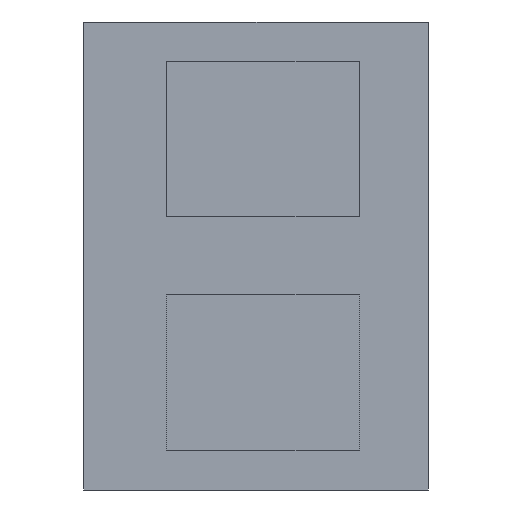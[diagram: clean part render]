
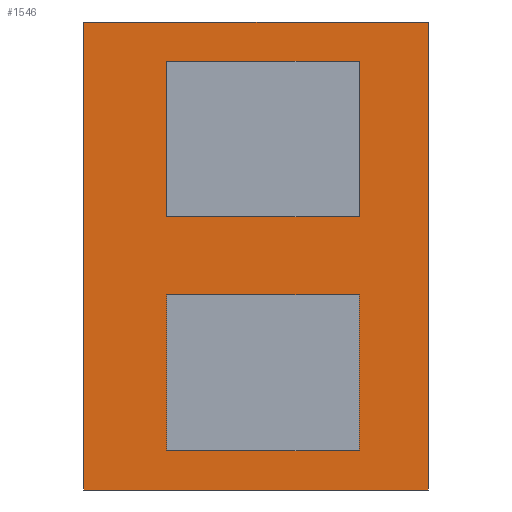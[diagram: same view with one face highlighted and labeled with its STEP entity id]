
A CAD part, left-side view. The second image highlights one B-rep face of the part: STEP entity #1546.
In plain terms, the highlighted planar face has unit normal (-1, 0, 0).
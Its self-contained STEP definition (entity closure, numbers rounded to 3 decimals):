
#22 = EDGE_CURVE ( 'NONE', #290, #1053, #877, .T. ) ;
#32 = CARTESIAN_POINT ( 'NONE',  ( -25.35, 7.5, 5.1 ) ) ;
#55 = LINE ( 'NONE', #701, #361 ) ;
#93 = VERTEX_POINT ( 'NONE', #1158 ) ;
#100 = CARTESIAN_POINT ( 'NONE',  ( -25.35, 1.5, 0.85 ) ) ;
#109 = ORIENTED_EDGE ( 'NONE', *, *, #22, .F. ) ;
#126 = DIRECTION ( 'NONE',  ( 1., 0., 0. ) ) ;
#152 = EDGE_CURVE ( 'NONE', #1053, #598, #416, .T. ) ;
#165 = DIRECTION ( 'NONE',  ( 0., 0., 1. ) ) ;
#167 = VERTEX_POINT ( 'NONE', #1213 ) ;
#179 = AXIS2_PLACEMENT_3D ( 'NONE', #650, #126, #285 ) ;
#226 = VECTOR ( 'NONE', #1377, 1000. ) ;
#229 = CARTESIAN_POINT ( 'NONE',  ( -25.35, 7.5, -5.1 ) ) ;
#285 = DIRECTION ( 'NONE',  ( 0., 1., 0. ) ) ;
#288 = CARTESIAN_POINT ( 'NONE',  ( -25.35, 7.5, -5.1 ) ) ;
#290 = VERTEX_POINT ( 'NONE', #291 ) ;
#291 = CARTESIAN_POINT ( 'NONE',  ( -25.35, 1.5, -4.25 ) ) ;
#361 = VECTOR ( 'NONE', #1208, 1000. ) ;
#385 = LINE ( 'NONE', #1032, #792 ) ;
#389 = DIRECTION ( 'NONE',  ( 0., 0., 1. ) ) ;
#416 = LINE ( 'NONE', #1224, #791 ) ;
#419 = VERTEX_POINT ( 'NONE', #1920 ) ;
#436 = EDGE_CURVE ( 'NONE', #419, #612, #1011, .T. ) ;
#440 = PLANE ( 'NONE',  #179 ) ;
#489 = VECTOR ( 'NONE', #389, 1000. ) ;
#492 = EDGE_LOOP ( 'NONE', ( #833, #1539, #742, #1042 ) ) ;
#539 = DIRECTION ( 'NONE',  ( 0., 0., 1. ) ) ;
#548 = ORIENTED_EDGE ( 'NONE', *, *, #152, .F. ) ;
#565 = VERTEX_POINT ( 'NONE', #1814 ) ;
#569 = EDGE_CURVE ( 'NONE', #1716, #93, #385, .T. ) ;
#581 = VECTOR ( 'NONE', #1750, 1000. ) ;
#590 = FACE_OUTER_BOUND ( 'NONE', #1726, .T. ) ;
#592 = EDGE_CURVE ( 'NONE', #565, #419, #1834, .T. ) ;
#598 = VERTEX_POINT ( 'NONE', #906 ) ;
#612 = VERTEX_POINT ( 'NONE', #100 ) ;
#650 = CARTESIAN_POINT ( 'NONE',  ( -25.35, 7.5, -5.1 ) ) ;
#652 = EDGE_CURVE ( 'NONE', #598, #1833, #1358, .T. ) ;
#653 = DIRECTION ( 'NONE',  ( 0., -1., 0. ) ) ;
#660 = CARTESIAN_POINT ( 'NONE',  ( -25.35, 7.5, 0.85 ) ) ;
#701 = CARTESIAN_POINT ( 'NONE',  ( -25.35, 7.5, 4.25 ) ) ;
#718 = VECTOR ( 'NONE', #165, 1000. ) ;
#727 = VECTOR ( 'NONE', #2008, 1000. ) ;
#739 = ORIENTED_EDGE ( 'NONE', *, *, #748, .T. ) ;
#742 = ORIENTED_EDGE ( 'NONE', *, *, #436, .F. ) ;
#748 = EDGE_CURVE ( 'NONE', #1083, #1716, #1720, .T. ) ;
#750 = LINE ( 'NONE', #2063, #718 ) ;
#757 = VECTOR ( 'NONE', #1259, 1000. ) ;
#784 = ORIENTED_EDGE ( 'NONE', *, *, #1252, .F. ) ;
#791 = VECTOR ( 'NONE', #1055, 1000. ) ;
#792 = VECTOR ( 'NONE', #1535, 1000. ) ;
#806 = LINE ( 'NONE', #816, #1826 ) ;
#816 = CARTESIAN_POINT ( 'NONE',  ( -25.35, 7.5, -4.25 ) ) ;
#833 = ORIENTED_EDGE ( 'NONE', *, *, #952, .F. ) ;
#877 = LINE ( 'NONE', #1005, #489 ) ;
#906 = CARTESIAN_POINT ( 'NONE',  ( -25.35, 5.7, -0.85 ) ) ;
#952 = EDGE_CURVE ( 'NONE', #167, #565, #55, .T. ) ;
#1001 = DIRECTION ( 'NONE',  ( 0., -1., 0. ) ) ;
#1005 = CARTESIAN_POINT ( 'NONE',  ( -25.35, 1.5, -5.1 ) ) ;
#1011 = LINE ( 'NONE', #660, #1555 ) ;
#1032 = CARTESIAN_POINT ( 'NONE',  ( -25.35, 0., -5.1 ) ) ;
#1039 = CARTESIAN_POINT ( 'NONE',  ( -25.35, 1.5, -5.1 ) ) ;
#1042 = ORIENTED_EDGE ( 'NONE', *, *, #592, .F. ) ;
#1053 = VERTEX_POINT ( 'NONE', #1541 ) ;
#1055 = DIRECTION ( 'NONE',  ( 0., 1., 0. ) ) ;
#1083 = VERTEX_POINT ( 'NONE', #229 ) ;
#1158 = CARTESIAN_POINT ( 'NONE',  ( -25.35, 0., 5.1 ) ) ;
#1208 = DIRECTION ( 'NONE',  ( 0., 1., 0. ) ) ;
#1213 = CARTESIAN_POINT ( 'NONE',  ( -25.35, 1.5, 4.25 ) ) ;
#1224 = CARTESIAN_POINT ( 'NONE',  ( -25.35, 7.5, -0.85 ) ) ;
#1242 = ORIENTED_EDGE ( 'NONE', *, *, #569, .T. ) ;
#1252 = EDGE_CURVE ( 'NONE', #1833, #290, #806, .T. ) ;
#1259 = DIRECTION ( 'NONE',  ( 0., -1., 0. ) ) ;
#1358 = LINE ( 'NONE', #1855, #727 ) ;
#1376 = VERTEX_POINT ( 'NONE', #32 ) ;
#1377 = DIRECTION ( 'NONE',  ( 0., 0., -1. ) ) ;
#1382 = LINE ( 'NONE', #1039, #2005 ) ;
#1384 = ORIENTED_EDGE ( 'NONE', *, *, #652, .F. ) ;
#1411 = EDGE_CURVE ( 'NONE', #612, #167, #1382, .T. ) ;
#1441 = CARTESIAN_POINT ( 'NONE',  ( -25.35, 5.7, -4.25 ) ) ;
#1451 = EDGE_LOOP ( 'NONE', ( #548, #109, #784, #1384 ) ) ;
#1496 = CARTESIAN_POINT ( 'NONE',  ( -25.35, 0., -5.1 ) ) ;
#1506 = ORIENTED_EDGE ( 'NONE', *, *, #1837, .F. ) ;
#1535 = DIRECTION ( 'NONE',  ( 0., 0., 1. ) ) ;
#1539 = ORIENTED_EDGE ( 'NONE', *, *, #1411, .F. ) ;
#1541 = CARTESIAN_POINT ( 'NONE',  ( -25.35, 1.5, -0.85 ) ) ;
#1546 = ADVANCED_FACE ( 'NONE', ( #1603, #590, #1870 ), #440, .F. ) ;
#1555 = VECTOR ( 'NONE', #1001, 1000. ) ;
#1570 = EDGE_CURVE ( 'NONE', #1083, #1376, #750, .T. ) ;
#1603 = FACE_BOUND ( 'NONE', #492, .T. ) ;
#1716 = VERTEX_POINT ( 'NONE', #1496 ) ;
#1720 = LINE ( 'NONE', #288, #757 ) ;
#1726 = EDGE_LOOP ( 'NONE', ( #1242, #1506, #1854, #739 ) ) ;
#1750 = DIRECTION ( 'NONE',  ( 0., -1., 0. ) ) ;
#1760 = LINE ( 'NONE', #2044, #581 ) ;
#1814 = CARTESIAN_POINT ( 'NONE',  ( -25.35, 5.7, 4.25 ) ) ;
#1826 = VECTOR ( 'NONE', #653, 1000. ) ;
#1833 = VERTEX_POINT ( 'NONE', #1441 ) ;
#1834 = LINE ( 'NONE', #1866, #226 ) ;
#1837 = EDGE_CURVE ( 'NONE', #1376, #93, #1760, .T. ) ;
#1854 = ORIENTED_EDGE ( 'NONE', *, *, #1570, .F. ) ;
#1855 = CARTESIAN_POINT ( 'NONE',  ( -25.35, 5.7, -5.1 ) ) ;
#1866 = CARTESIAN_POINT ( 'NONE',  ( -25.35, 5.7, -5.1 ) ) ;
#1870 = FACE_BOUND ( 'NONE', #1451, .T. ) ;
#1920 = CARTESIAN_POINT ( 'NONE',  ( -25.35, 5.7, 0.85 ) ) ;
#2005 = VECTOR ( 'NONE', #539, 1000. ) ;
#2008 = DIRECTION ( 'NONE',  ( 0., 0., -1. ) ) ;
#2044 = CARTESIAN_POINT ( 'NONE',  ( -25.35, 7.5, 5.1 ) ) ;
#2063 = CARTESIAN_POINT ( 'NONE',  ( -25.35, 7.5, -5.1 ) ) ;
